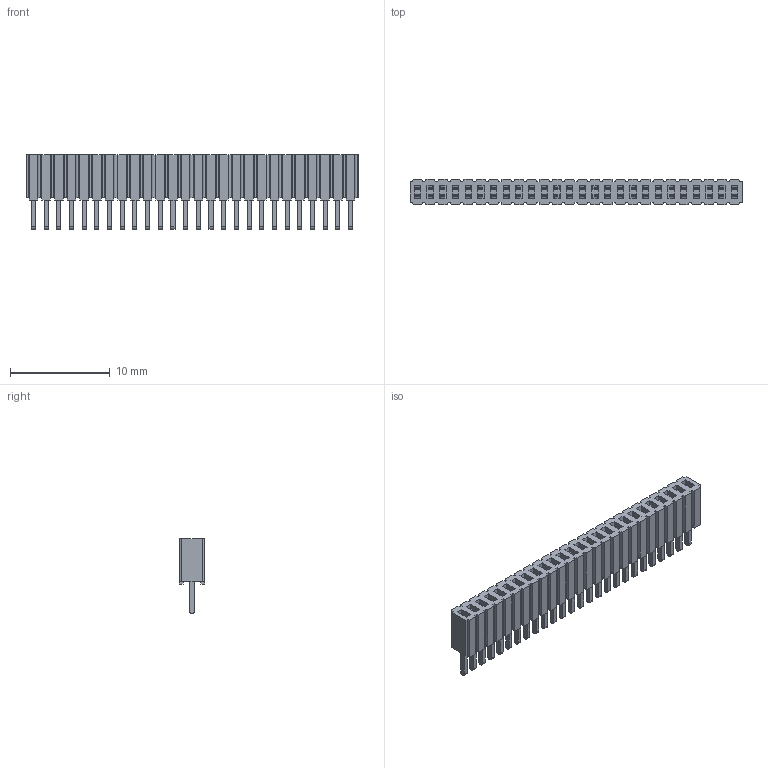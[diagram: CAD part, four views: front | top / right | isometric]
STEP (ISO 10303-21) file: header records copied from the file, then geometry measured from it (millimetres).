
FILE_DESCRIPTION(('FreeCAD Model'),'2;1');
FILE_NAME('Open CASCADE Shape Model','2025-01-08T13:22:47',(''),(''), 'Open CASCADE STEP processor 7.8','FreeCAD','Unknown');
FILE_SCHEMA(('AUTOMOTIVE_DESIGN { 1 0 10303 214 1 1 1 1 }'));
Length unit declared in the file: millimetre
Products named in the file (2): SLM-126-01-S_socket; C-29-01-26-S
Bounding box: 33.25 x 2.54 x 7.49 mm (x, y, z)
Volume: 317.3 mm3; surface area: 1444.3 mm2
Topology: 2 solids, 2 shells, 952 faces, 2584 edges, 1688 vertices
Faces by surface type: plane 926, cylinder 26
Entity records: 29288 total; most frequent: CARTESIAN_POINT 5225, ORIENTED_EDGE 5168, DIRECTION 4542, EDGE_CURVE 2584, LINE 2532, VECTOR 2532, VERTEX_POINT 1688, AXIS2_PLACEMENT_3D 1005
